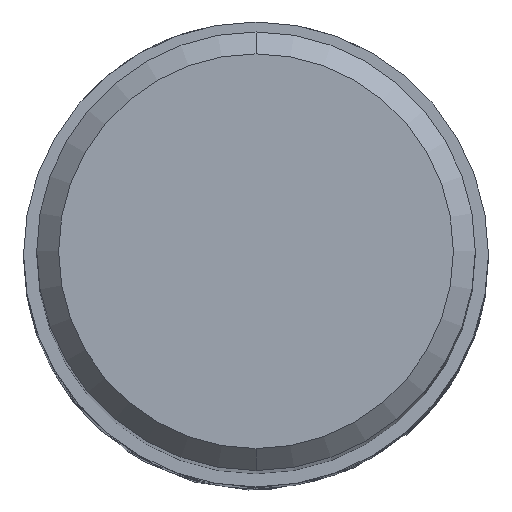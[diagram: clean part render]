
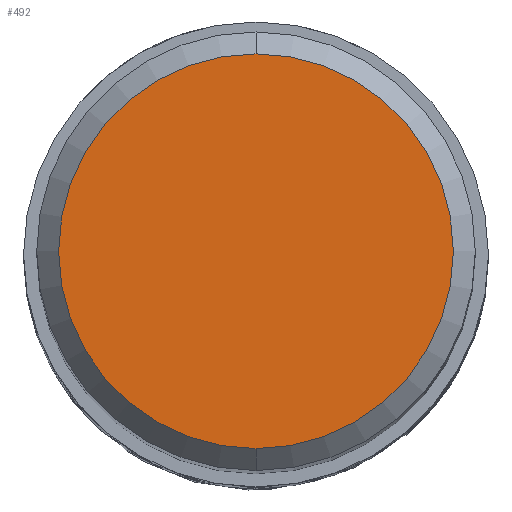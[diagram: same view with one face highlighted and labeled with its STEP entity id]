
A CAD part, top view. The second image highlights one B-rep face of the part: STEP entity #492.
In plain terms, the highlighted planar face has unit normal (0, 0, 1).
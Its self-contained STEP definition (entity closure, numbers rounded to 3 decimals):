
#436=EDGE_CURVE('',#566,#550,#978,.T.);
#492=ADVANCED_FACE('',(#1039),#1040,.T.);
#544=EDGE_CURVE('',#550,#566,#1097,.T.);
#550=VERTEX_POINT('',#1103);
#566=VERTEX_POINT('',#1122);
#978=CIRCLE('',#1986,4.5);
#1039=FACE_OUTER_BOUND('',#2112,.T.);
#1040=PLANE('',#2113);
#1097=CIRCLE('',#2334,4.5);
#1103=CARTESIAN_POINT('',(0.0,4.5,0.0));
#1122=CARTESIAN_POINT('',(0.,-4.5,0.0));
#1986=AXIS2_PLACEMENT_3D('',#5064,#5065,#5066);
#2112=EDGE_LOOP('',(#5132,#5133));
#2113=AXIS2_PLACEMENT_3D('',#5134,#5135,#5136);
#2334=AXIS2_PLACEMENT_3D('',#5208,#5209,#5210);
#5064=CARTESIAN_POINT('',(0.0,0.0,0.0));
#5065=DIRECTION('',(0.0,0.0,-1.0));
#5066=DIRECTION('',(0.0,1.0,0.0));
#5132=ORIENTED_EDGE('',*,*,#544,.F.);
#5133=ORIENTED_EDGE('',*,*,#436,.F.);
#5134=CARTESIAN_POINT('',(0.0,2.25,0.0));
#5135=DIRECTION('',(-0.0,0.0,1.0));
#5136=DIRECTION('',(0.0,-1.0,0.0));
#5208=CARTESIAN_POINT('',(0.0,0.0,0.0));
#5209=DIRECTION('',(0.0,0.0,-1.0));
#5210=DIRECTION('',(0.0,1.0,0.0));
